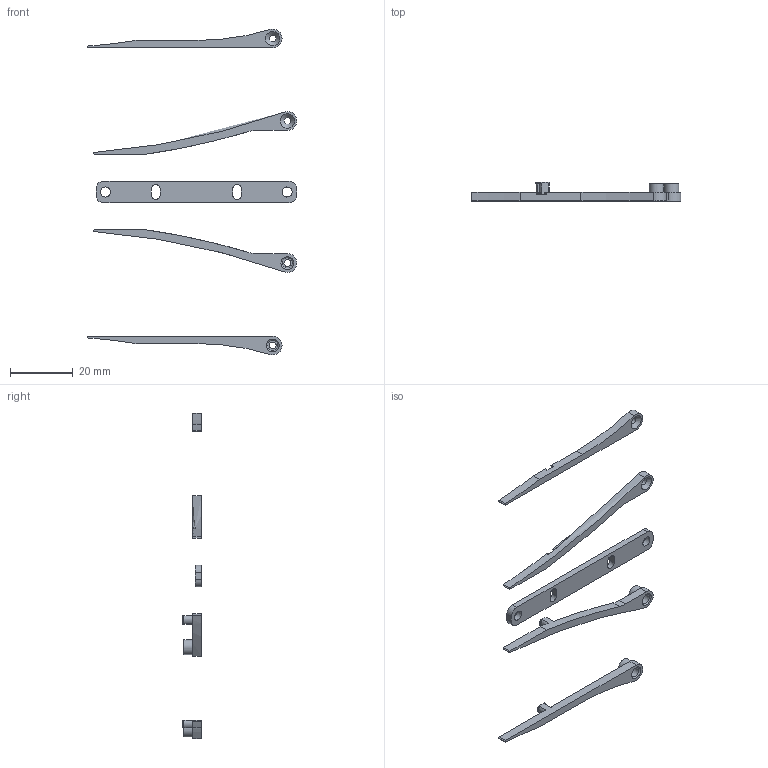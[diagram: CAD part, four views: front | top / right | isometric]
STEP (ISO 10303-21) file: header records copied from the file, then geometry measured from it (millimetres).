
FILE_DESCRIPTION(/* description */ (''),/* implementation_level */ '2;1');
FILE_NAME(/* name */ 'RR_SingleTurnoutLever.stp',/* time_stamp */ '2025-03-15T21:19:47+09:00',/* author */ ('kumagai'),/* organization */ (''),/* preprocessor_version */ 'ST-DEVELOPER v20',/* originating_system */ 'Autodesk Inventor 2025',/* authorisation */ '');
FILE_SCHEMA (('AUTOMOTIVE_DESIGN { 1 0 10303 214 3 1 1 }'));
Length unit declared in the file: millimetre
Products named in the file (1): RR_SingleTurnoutLever
Bounding box: 66.92 x 6 x 103.99 mm (x, y, z)
Volume: 2729.5 mm3; surface area: 4269 mm2
Topology: 5 solids, 5 shells, 102 faces, 330 edges, 331 vertices
Faces by surface type: cylinder 52, plane 46, cone 4
Full cylindrical faces by diameter (mm): 2.2 x4, 3.2 x2, 3.3 x2, 4.8 x2
Entity records: 3724 total; most frequent: CARTESIAN_POINT 721, DIRECTION 688, ORIENTED_EDGE 520, AXIS2_PLACEMENT_3D 276, EDGE_CURVE 260, CIRCLE 173, VERTEX_POINT 172, LINE 136
